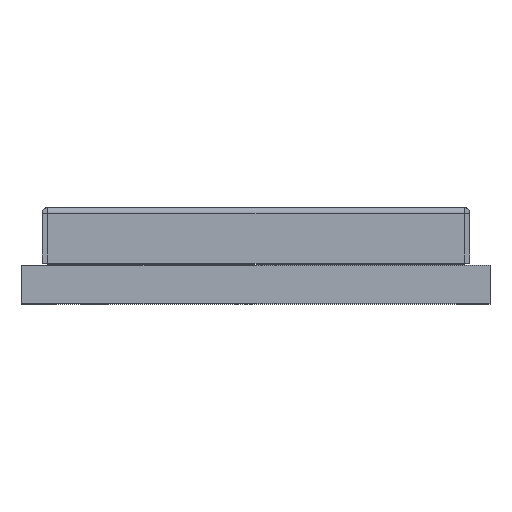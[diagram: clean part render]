
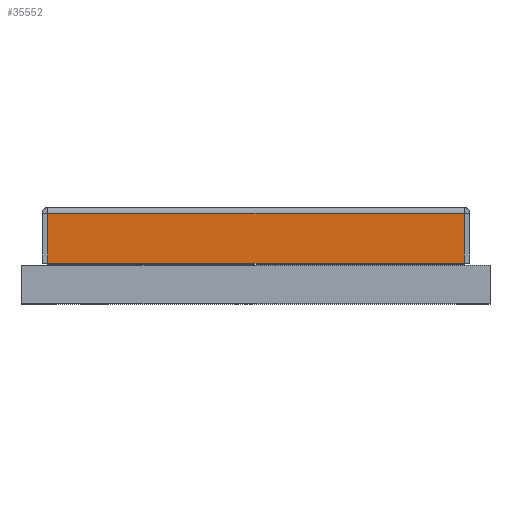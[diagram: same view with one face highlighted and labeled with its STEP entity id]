
A CAD part, top view. The second image highlights one B-rep face of the part: STEP entity #35552.
In plain terms, the highlighted planar face has unit normal (0, 0, 1).
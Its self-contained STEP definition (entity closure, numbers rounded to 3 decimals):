
#313 = CARTESIAN_POINT ( 'NONE',  ( 5.425, 2.35, 7.475 ) ) ;
#2029 = DIRECTION ( 'NONE',  ( 0., -1., 0. ) ) ;
#4424 = EDGE_CURVE ( 'NONE', #14757, #8764, #35944, .T. ) ;
#5562 = EDGE_CURVE ( 'NONE', #22465, #13217, #26363, .T. ) ;
#5631 = DIRECTION ( 'NONE',  ( 0., 1., 0. ) ) ;
#7733 = ORIENTED_EDGE ( 'NONE', *, *, #5562, .T. ) ;
#8079 = CARTESIAN_POINT ( 'NONE',  ( -5.425, 2.35, 7.475 ) ) ;
#8347 = PLANE ( 'NONE',  #29576 ) ;
#8764 = VERTEX_POINT ( 'NONE', #12687 ) ;
#10319 = ORIENTED_EDGE ( 'NONE', *, *, #27783, .T. ) ;
#11216 = CARTESIAN_POINT ( 'NONE',  ( -5.425, 2.5, 7.475 ) ) ;
#12241 = CARTESIAN_POINT ( 'NONE',  ( -5.425, 2.35, 7.475 ) ) ;
#12687 = CARTESIAN_POINT ( 'NONE',  ( 5.425, 1.05, 7.475 ) ) ;
#13217 = VERTEX_POINT ( 'NONE', #12241 ) ;
#13603 = CARTESIAN_POINT ( 'NONE',  ( -5.425, 1.05, 7.475 ) ) ;
#14362 = LINE ( 'NONE', #17050, #29377 ) ;
#14757 = VERTEX_POINT ( 'NONE', #13603 ) ;
#17050 = CARTESIAN_POINT ( 'NONE',  ( 5.425, 1.05, 7.475 ) ) ;
#18323 = VECTOR ( 'NONE', #22066, 1000. ) ;
#18744 = VECTOR ( 'NONE', #21248, 1000. ) ;
#19415 = CARTESIAN_POINT ( 'NONE',  ( 5.425, 2.35, 7.475 ) ) ;
#20719 = DIRECTION ( 'NONE',  ( 0., -1., 0. ) ) ;
#21248 = DIRECTION ( 'NONE',  ( -1., 0., 0. ) ) ;
#22066 = DIRECTION ( 'NONE',  ( 1., 0., 0. ) ) ;
#22247 = CARTESIAN_POINT ( 'NONE',  ( -5.425, 1.05, 7.475 ) ) ;
#22465 = VERTEX_POINT ( 'NONE', #19415 ) ;
#25628 = EDGE_LOOP ( 'NONE', ( #26208, #31284, #7733, #10319 ) ) ;
#25669 = FACE_OUTER_BOUND ( 'NONE', #25628, .T. ) ;
#25680 = VECTOR ( 'NONE', #2029, 1000. ) ;
#26208 = ORIENTED_EDGE ( 'NONE', *, *, #4424, .T. ) ;
#26363 = LINE ( 'NONE', #313, #18744 ) ;
#27783 = EDGE_CURVE ( 'NONE', #13217, #14757, #28242, .T. ) ;
#28242 = LINE ( 'NONE', #8079, #25680 ) ;
#29377 = VECTOR ( 'NONE', #5631, 1000. ) ;
#29576 = AXIS2_PLACEMENT_3D ( 'NONE', #11216, #34422, #20719 ) ;
#30910 = EDGE_CURVE ( 'NONE', #8764, #22465, #14362, .T. ) ;
#31284 = ORIENTED_EDGE ( 'NONE', *, *, #30910, .T. ) ;
#34422 = DIRECTION ( 'NONE',  ( 0., 0., 1. ) ) ;
#35552 = ADVANCED_FACE ( 'NONE', ( #25669 ), #8347, .T. ) ;
#35944 = LINE ( 'NONE', #22247, #18323 ) ;
